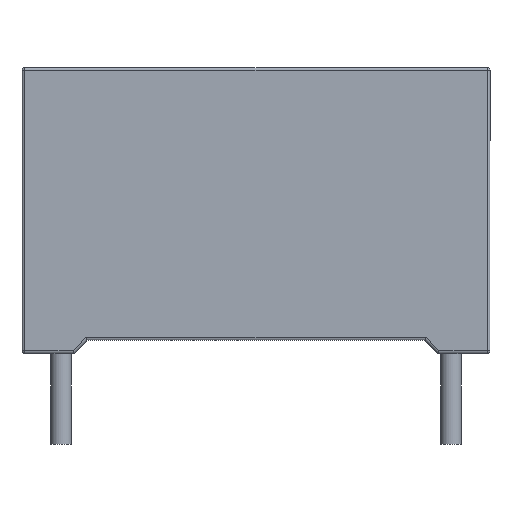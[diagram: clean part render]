
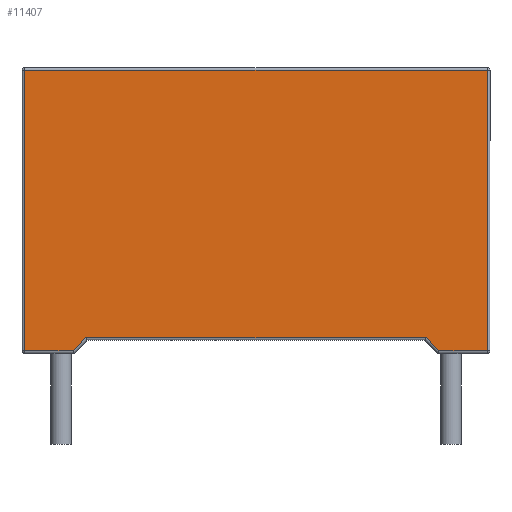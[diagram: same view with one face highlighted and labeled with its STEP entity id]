
A CAD part, front view. The second image highlights one B-rep face of the part: STEP entity #11407.
In plain terms, the highlighted planar face has unit normal (0, -1, 0).
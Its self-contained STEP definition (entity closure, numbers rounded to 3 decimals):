
#16 = CARTESIAN_POINT ( 'NONE',  ( 8.9, 0., -5.4 ) ) ;
#55 = EDGE_CURVE ( 'NONE', #12156, #922, #3760, .T. ) ;
#160 = VECTOR ( 'NONE', #1500, 1000. ) ;
#238 = DIRECTION ( 'NONE',  ( 0., 0., 1. ) ) ;
#369 = DIRECTION ( 'NONE',  ( 1., 0., 0. ) ) ;
#509 = VERTEX_POINT ( 'NONE', #12277 ) ;
#922 = VERTEX_POINT ( 'NONE', #8214 ) ;
#1500 = DIRECTION ( 'NONE',  ( 1., 0., 0. ) ) ;
#2012 = EDGE_CURVE ( 'NONE', #509, #8311, #8355, .T. ) ;
#2046 = CARTESIAN_POINT ( 'NONE',  ( -0.888, 0., 0.87 ) ) ;
#2326 = CARTESIAN_POINT ( 'NONE',  ( 0., 0., -4.9 ) ) ;
#2608 = ORIENTED_EDGE ( 'NONE', *, *, #5396, .T. ) ;
#2852 = DIRECTION ( 'NONE',  ( 0., 0., 1. ) ) ;
#2965 = VECTOR ( 'NONE', #6150, 1000. ) ;
#3338 = VECTOR ( 'NONE', #12982, 1000. ) ;
#3352 = AXIS2_PLACEMENT_3D ( 'NONE', #12535, #6289, #238 ) ;
#3669 = LINE ( 'NONE', #9963, #12265 ) ;
#3760 = LINE ( 'NONE', #6875, #160 ) ;
#3940 = CARTESIAN_POINT ( 'NONE',  ( 8.9, 0., 5.4 ) ) ;
#4003 = ORIENTED_EDGE ( 'NONE', *, *, #6384, .T. ) ;
#4183 = VECTOR ( 'NONE', #369, 1000. ) ;
#4389 = DIRECTION ( 'NONE',  ( 1., 0., 0. ) ) ;
#4574 = ORIENTED_EDGE ( 'NONE', *, *, #12837, .T. ) ;
#4597 = CARTESIAN_POINT ( 'NONE',  ( 0.888, 0., 0.87 ) ) ;
#4744 = LINE ( 'NONE', #4597, #3338 ) ;
#4977 = CARTESIAN_POINT ( 'NONE',  ( -8.9, 0., 5.4 ) ) ;
#5079 = LINE ( 'NONE', #2046, #2965 ) ;
#5249 = DIRECTION ( 'NONE',  ( 0., 0., -1. ) ) ;
#5396 = EDGE_CURVE ( 'NONE', #11130, #12156, #11475, .T. ) ;
#6024 = ORIENTED_EDGE ( 'NONE', *, *, #9520, .T. ) ;
#6035 = PLANE ( 'NONE',  #3352 ) ;
#6150 = DIRECTION ( 'NONE',  ( 0.7, 0., 0.714 ) ) ;
#6289 = DIRECTION ( 'NONE',  ( 0., 1., 0. ) ) ;
#6384 = EDGE_CURVE ( 'NONE', #10806, #12133, #3669, .T. ) ;
#6540 = VECTOR ( 'NONE', #4389, 1000. ) ;
#6875 = CARTESIAN_POINT ( 'NONE',  ( 0., 0., -5.4 ) ) ;
#6894 = LINE ( 'NONE', #10009, #10737 ) ;
#7052 = CARTESIAN_POINT ( 'NONE',  ( -8.9, 0., -5.4 ) ) ;
#8214 = CARTESIAN_POINT ( 'NONE',  ( -7.032, 0., -5.4 ) ) ;
#8248 = CARTESIAN_POINT ( 'NONE',  ( 7.032, 0., -5.4 ) ) ;
#8311 = VERTEX_POINT ( 'NONE', #11668 ) ;
#8355 = LINE ( 'NONE', #2326, #6540 ) ;
#8741 = ORIENTED_EDGE ( 'NONE', *, *, #55, .T. ) ;
#9085 = ORIENTED_EDGE ( 'NONE', *, *, #10775, .T. ) ;
#9520 = EDGE_CURVE ( 'NONE', #8311, #11914, #4744, .T. ) ;
#9963 = CARTESIAN_POINT ( 'NONE',  ( 8.9, 0., 0. ) ) ;
#10009 = CARTESIAN_POINT ( 'NONE',  ( 0., 0., 5.4 ) ) ;
#10371 = ORIENTED_EDGE ( 'NONE', *, *, #2012, .T. ) ;
#10646 = CARTESIAN_POINT ( 'NONE',  ( 0., 0., -5.4 ) ) ;
#10657 = ORIENTED_EDGE ( 'NONE', *, *, #12393, .T. ) ;
#10737 = VECTOR ( 'NONE', #13096, 1000. ) ;
#10775 = EDGE_CURVE ( 'NONE', #12133, #11130, #6894, .T. ) ;
#10806 = VERTEX_POINT ( 'NONE', #16 ) ;
#11130 = VERTEX_POINT ( 'NONE', #4977 ) ;
#11315 = VECTOR ( 'NONE', #5249, 1000. ) ;
#11407 = ADVANCED_FACE ( 'NONE', ( #12128 ), #6035, .F. ) ;
#11475 = LINE ( 'NONE', #13352, #11315 ) ;
#11668 = CARTESIAN_POINT ( 'NONE',  ( 6.542, 0., -4.9 ) ) ;
#11914 = VERTEX_POINT ( 'NONE', #8248 ) ;
#12070 = EDGE_LOOP ( 'NONE', ( #9085, #2608, #8741, #10657, #10371, #6024, #4574, #4003 ) ) ;
#12128 = FACE_OUTER_BOUND ( 'NONE', #12070, .T. ) ;
#12133 = VERTEX_POINT ( 'NONE', #3940 ) ;
#12156 = VERTEX_POINT ( 'NONE', #7052 ) ;
#12265 = VECTOR ( 'NONE', #2852, 1000. ) ;
#12277 = CARTESIAN_POINT ( 'NONE',  ( -6.542, 0., -4.9 ) ) ;
#12393 = EDGE_CURVE ( 'NONE', #922, #509, #5079, .T. ) ;
#12535 = CARTESIAN_POINT ( 'NONE',  ( 0., 0., 0. ) ) ;
#12541 = LINE ( 'NONE', #10646, #4183 ) ;
#12837 = EDGE_CURVE ( 'NONE', #11914, #10806, #12541, .T. ) ;
#12982 = DIRECTION ( 'NONE',  ( 0.7, 0., -0.714 ) ) ;
#13096 = DIRECTION ( 'NONE',  ( -1., 0., 0. ) ) ;
#13352 = CARTESIAN_POINT ( 'NONE',  ( -8.9, 0., 0. ) ) ;
